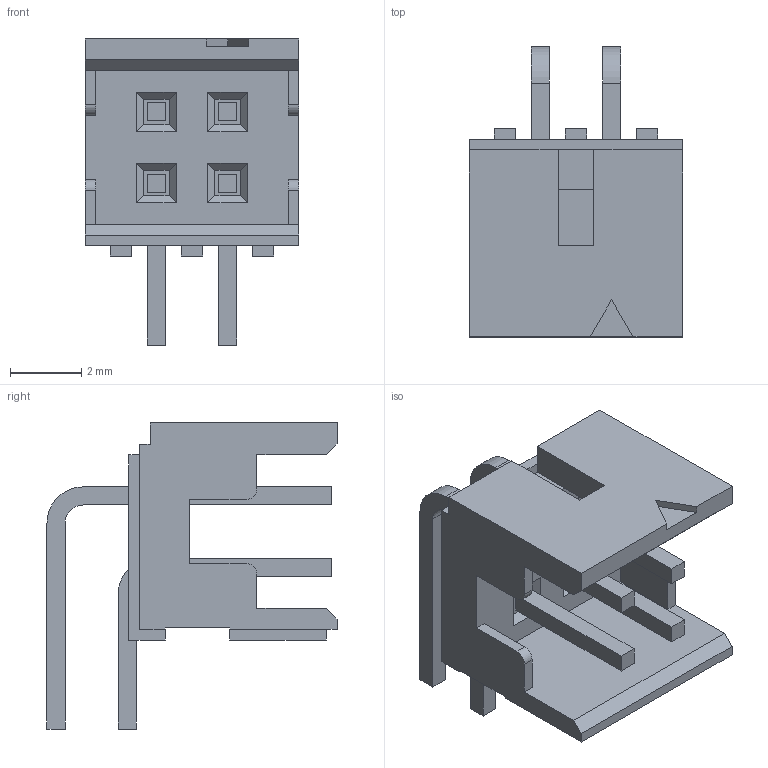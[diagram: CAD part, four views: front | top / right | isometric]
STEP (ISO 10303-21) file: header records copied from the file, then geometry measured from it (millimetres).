
FILE_DESCRIPTION(('FreeCAD Model'),'2;1');
FILE_NAME('98464-F61-04LFC.step', '2017-01-23T16:16:26',('kicad StepUp'),('ksu MCAD'), 'Open CASCADE STEP processor 6.8','FreeCAD','Unknown');
FILE_SCHEMA(('AUTOMOTIVE_DESIGN_CC2 { 1 2 10303 214 -1 1 5 4 }'));
Length unit declared in the file: millimetre
Products named in the file (1): 98464-F61-04LFC
Bounding box: 6 x 8.15 x 8.6 mm (x, y, z)
Volume: 98.7 mm3; surface area: 343.4 mm2
Topology: 1 solids, 1 shells, 165 faces, 443 edges, 290 vertices
Faces by surface type: plane 153, cylinder 12
Entity records: 5078 total; most frequent: CARTESIAN_POINT 899, ORIENTED_EDGE 886, DIRECTION 799, EDGE_CURVE 443, LINE 419, VECTOR 419, VERTEX_POINT 290, AXIS2_PLACEMENT_3D 190
